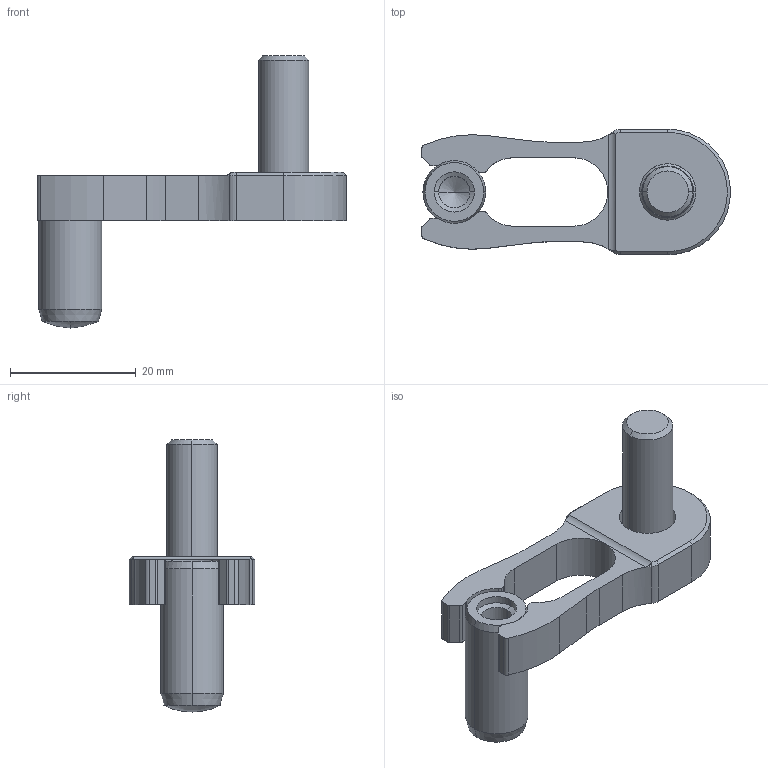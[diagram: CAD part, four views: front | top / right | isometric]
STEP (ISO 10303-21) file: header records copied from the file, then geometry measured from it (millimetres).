
FILE_DESCRIPTION (( 'STEP AP214' ), '1' );
FILE_NAME ('RC205010.STEP', '2017-05-16T14:54:18', ( '' ), ( '' ), 'SwSTEP 2.0', 'SolidWorks 2017', '' );
FILE_SCHEMA (( 'AUTOMOTIVE_DESIGN' ));
Length unit declared in the file: millimetre
Products named in the file (4): 1PCR79791024_ISO 8735-10x24-A-St; 9RC205010; 1DIN7991825_DIN 7991 - M8 x 25 --- 16.8C; RC205010
Assembly tree (3 placements, depth 2):
  RC205010
    9RC205010
    1PCR79791024_ISO 8735-10x24-A-St
    1DIN7991825_DIN 7991 - M8 x 25 --- 16.8C
Bounding box: 49.23 x 20 x 43.35 mm (x, y, z)
Volume: 6177.8 mm3; surface area: 4679.5 mm2
Topology: 3 solids, 3 shells, 102 faces, 251 edges, 153 vertices
Faces by surface type: cylinder 41, plane 36, cone 21, sphere 2, torus 2
Entity records: 3192 total; most frequent: DIRECTION 564, CARTESIAN_POINT 530, ORIENTED_EDGE 494, EDGE_CURVE 247, AXIS2_PLACEMENT_3D 213, VERTEX_POINT 153, LINE 138, VECTOR 138
